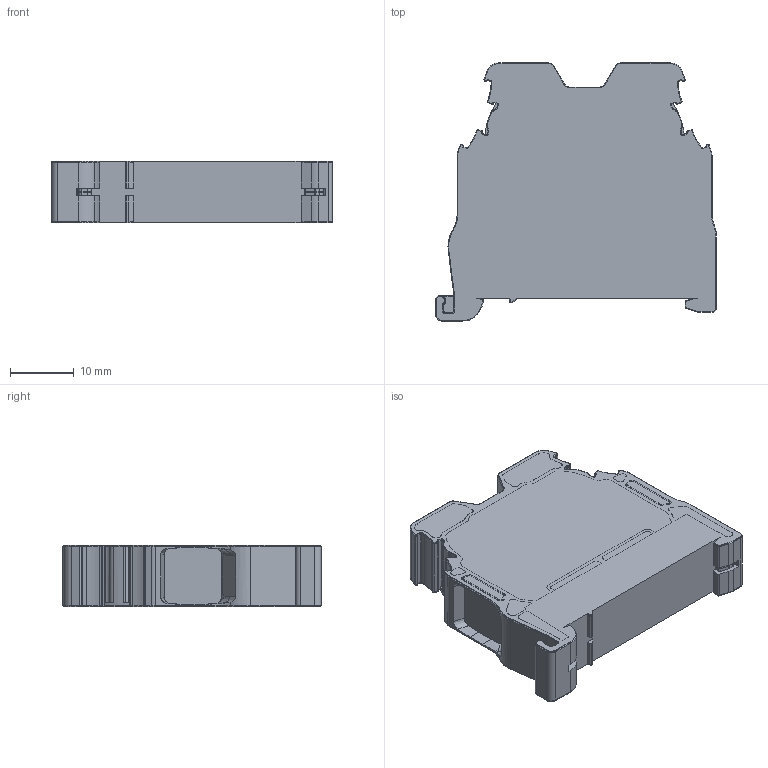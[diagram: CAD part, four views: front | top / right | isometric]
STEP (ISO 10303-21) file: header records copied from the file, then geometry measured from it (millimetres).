
FILE_DESCRIPTION (( 'STEP AP203' ), '1' );
FILE_NAME ('Mtk 10.STEP', '2023-02-09T07:54:46', ( '' ), ( '' ), 'SwSTEP 2.0', 'SolidWorks 2011', '' );
FILE_SCHEMA (( 'CONFIG_CONTROL_DESIGN' ));
Length unit declared in the file: millimetre
Products named in the file (1): Mtk 10
Bounding box: 44.1 x 40.5 x 9.7 mm (x, y, z)
Volume: 5901.6 mm3; surface area: 11789.9 mm2
Topology: 24 solids, 25 shells, 2574 faces, 6262 edges, 3746 vertices
Faces by surface type: cylinder 997, bspline 738, plane 710, cone 129
Entity records: 91202 total; most frequent: CARTESIAN_POINT 36431, ORIENTED_EDGE 12514, DIRECTION 10081, EDGE_CURVE 6257, VERTEX_POINT 3746, AXIS2_PLACEMENT_3D 3693, LINE 2695, VECTOR 2695
